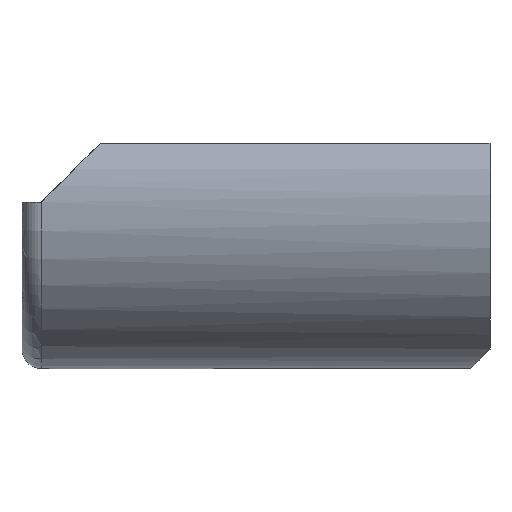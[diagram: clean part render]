
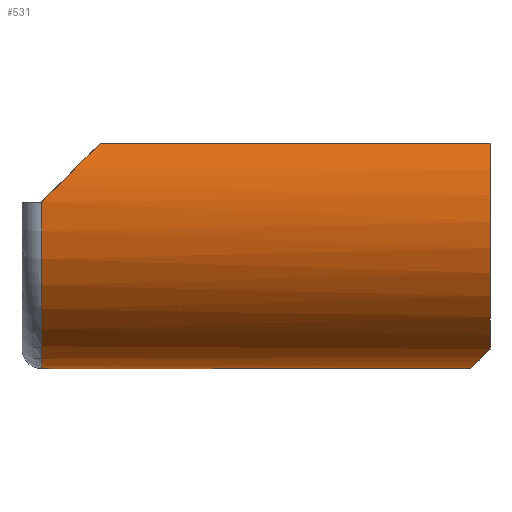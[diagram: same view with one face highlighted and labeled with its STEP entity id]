
A CAD part, left-side view. The second image highlights one B-rep face of the part: STEP entity #531.
In plain terms, the highlighted cylindrical face has radius 8.5 mm (diameter 17 mm), a partial arc.
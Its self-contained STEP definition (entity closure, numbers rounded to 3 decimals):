
#18=CIRCLE('',#577,8.5);
#19=CIRCLE('',#579,8.5);
#20=CIRCLE('',#581,8.5);
#38=CYLINDRICAL_SURFACE('',#576,8.5);
#46=FACE_OUTER_BOUND('',#76,.T.);
#76=EDGE_LOOP('',(#350,#351,#352,#353,#354,#355,#356,#357));
#106=LINE('',#804,#159);
#107=LINE('',#812,#160);
#159=VECTOR('',#640,10.);
#160=VECTOR('',#647,10.);
#211=ELLIPSE('',#575,12.021,8.5);
#212=ELLIPSE('',#578,12.021,8.5);
#213=ELLIPSE('',#580,12.021,8.5);
#216=VERTEX_POINT('',#796);
#217=VERTEX_POINT('',#797);
#218=VERTEX_POINT('',#801);
#219=VERTEX_POINT('',#803);
#220=VERTEX_POINT('',#805);
#221=VERTEX_POINT('',#807);
#222=VERTEX_POINT('',#809);
#223=VERTEX_POINT('',#811);
#268=EDGE_CURVE('',#216,#217,#211,.T.);
#270=EDGE_CURVE('',#217,#218,#18,.T.);
#271=EDGE_CURVE('',#218,#219,#106,.T.);
#272=EDGE_CURVE('',#219,#220,#212,.T.);
#273=EDGE_CURVE('',#221,#220,#19,.T.);
#274=EDGE_CURVE('',#221,#222,#213,.T.);
#275=EDGE_CURVE('',#222,#223,#107,.T.);
#276=EDGE_CURVE('',#223,#216,#20,.T.);
#350=ORIENTED_EDGE('',*,*,#268,.T.);
#351=ORIENTED_EDGE('',*,*,#270,.T.);
#352=ORIENTED_EDGE('',*,*,#271,.T.);
#353=ORIENTED_EDGE('',*,*,#272,.T.);
#354=ORIENTED_EDGE('',*,*,#273,.F.);
#355=ORIENTED_EDGE('',*,*,#274,.T.);
#356=ORIENTED_EDGE('',*,*,#275,.T.);
#357=ORIENTED_EDGE('',*,*,#276,.T.);
#531=ADVANCED_FACE('',(#46),#38,.T.);
#575=AXIS2_PLACEMENT_3D('',#798,#633,#634);
#576=AXIS2_PLACEMENT_3D('',#800,#636,#637);
#577=AXIS2_PLACEMENT_3D('',#802,#638,#639);
#578=AXIS2_PLACEMENT_3D('',#806,#641,#642);
#579=AXIS2_PLACEMENT_3D('',#808,#643,#644);
#580=AXIS2_PLACEMENT_3D('',#810,#645,#646);
#581=AXIS2_PLACEMENT_3D('',#813,#648,#649);
#633=DIRECTION('center_axis',(0.,0.707,0.707));
#634=DIRECTION('ref_axis',(0.,0.707,-0.707));
#636=DIRECTION('center_axis',(0.,1.,0.));
#637=DIRECTION('ref_axis',(0.,0.,-1.));
#638=DIRECTION('center_axis',(0.,1.,0.));
#639=DIRECTION('ref_axis',(1.,0.,0.));
#640=DIRECTION('',(0.,1.,0.));
#641=DIRECTION('center_axis',(0.,-0.707,-0.707));
#642=DIRECTION('ref_axis',(0.,0.707,-0.707));
#643=DIRECTION('center_axis',(0.,1.,0.));
#644=DIRECTION('ref_axis',(0.9,0.,-0.436));
#645=DIRECTION('center_axis',(0.,-0.707,-0.707));
#646=DIRECTION('ref_axis',(0.,0.707,-0.707));
#647=DIRECTION('',(0.,-1.,0.));
#648=DIRECTION('center_axis',(0.,1.,0.));
#649=DIRECTION('ref_axis',(1.,0.,0.));
#796=CARTESIAN_POINT('',(15.558,12.1,-19.808));
#797=CARTESIAN_POINT('',(7.558,12.1,-19.808));
#798=CARTESIAN_POINT('Origin',(11.558,4.6,-12.308));
#800=CARTESIAN_POINT('Origin',(11.558,11.,-12.308));
#801=CARTESIAN_POINT('',(3.605,12.1,-9.308));
#802=CARTESIAN_POINT('Origin',(11.558,12.1,-12.308));
#803=CARTESIAN_POINT('',(3.605,32.,-9.308));
#804=CARTESIAN_POINT('',(3.605,36.,-9.308));
#805=CARTESIAN_POINT('',(3.058,35.,-12.308));
#806=CARTESIAN_POINT('Origin',(11.558,35.,-12.308));
#807=CARTESIAN_POINT('',(20.058,35.,-12.308));
#808=CARTESIAN_POINT('Origin',(11.558,35.,-12.308));
#809=CARTESIAN_POINT('',(19.511,32.,-9.308));
#810=CARTESIAN_POINT('Origin',(11.558,35.,-12.308));
#811=CARTESIAN_POINT('',(19.511,12.1,-9.308));
#812=CARTESIAN_POINT('',(19.511,36.,-9.308));
#813=CARTESIAN_POINT('Origin',(11.558,12.1,-12.308));
